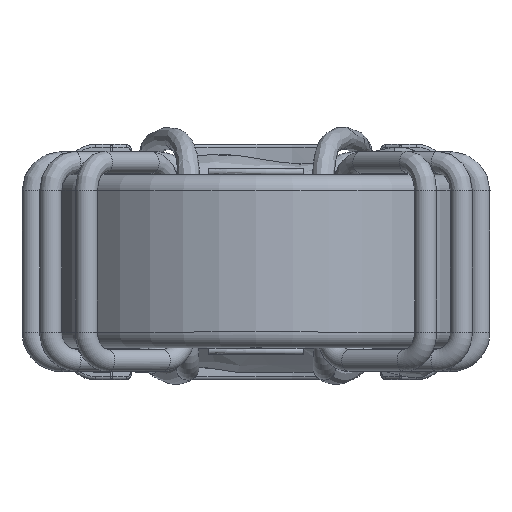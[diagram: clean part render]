
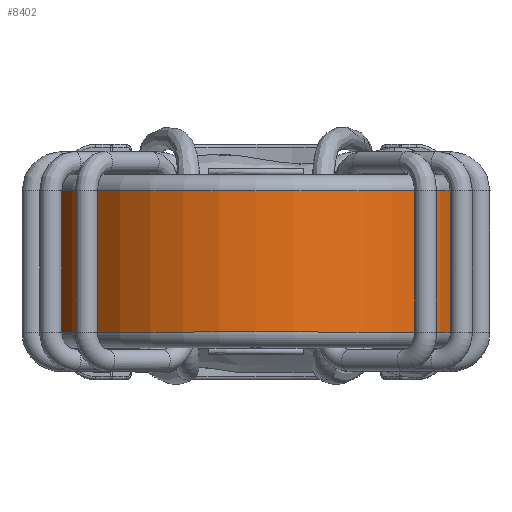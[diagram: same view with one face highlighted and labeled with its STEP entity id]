
A CAD part, top view. The second image highlights one B-rep face of the part: STEP entity #8402.
In plain terms, the highlighted cylindrical face has radius 6.75 mm (diameter 13.5 mm), a full revolution.
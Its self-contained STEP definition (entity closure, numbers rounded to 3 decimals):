
#1177=CYLINDRICAL_SURFACE('',#9139,6.75);
#2342=ORIENTED_EDGE('',*,*,#3636,.T.);
#2343=ORIENTED_EDGE('',*,*,#3637,.T.);
#3636=EDGE_CURVE('',#4375,#4375,#4925,.F.);
#3637=EDGE_CURVE('',#4376,#4376,#4926,.T.);
#4375=VERTEX_POINT('',#20120);
#4376=VERTEX_POINT('',#20122);
#4925=CIRCLE('',#9140,6.75);
#4926=CIRCLE('',#9141,6.75);
#5438=EDGE_LOOP('',(#2342));
#5439=EDGE_LOOP('',(#2343));
#6061=FACE_BOUND('',#5438,.T.);
#6062=FACE_BOUND('',#5439,.T.);
#8402=ADVANCED_FACE('',(#6061,#6062),#1177,.T.);
#9139=AXIS2_PLACEMENT_3D('',#20118,#10577,#10578);
#9140=AXIS2_PLACEMENT_3D('',#20119,#10579,#10580);
#9141=AXIS2_PLACEMENT_3D('',#20121,#10581,#10582);
#10577=DIRECTION('',(0.,1.,0.));
#10578=DIRECTION('',(0.,0.,1.));
#10579=DIRECTION('',(0.,1.,0.));
#10580=DIRECTION('',(0.,0.,1.));
#10581=DIRECTION('',(0.,1.,0.));
#10582=DIRECTION('',(0.,0.,1.));
#20118=CARTESIAN_POINT('',(0.,-2.75,9.2));
#20119=CARTESIAN_POINT('',(0.,2.25,9.2));
#20120=CARTESIAN_POINT('',(0.,2.25,15.95));
#20121=CARTESIAN_POINT('',(0.,-2.25,9.2));
#20122=CARTESIAN_POINT('',(0.,-2.25,15.95));
